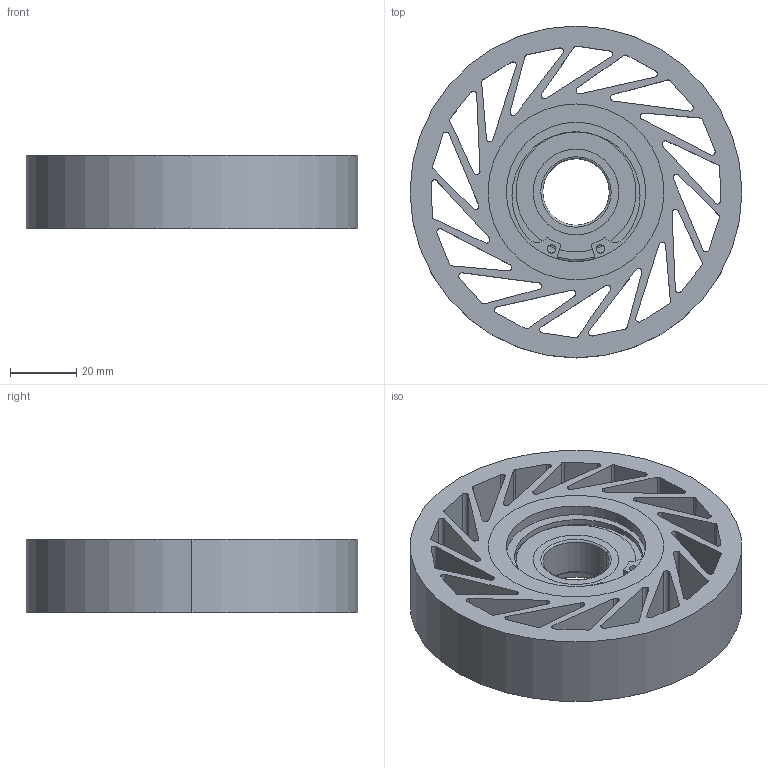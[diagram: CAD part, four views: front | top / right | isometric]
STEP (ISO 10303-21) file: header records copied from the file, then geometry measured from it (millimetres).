
FILE_DESCRIPTION (( 'STEP AP214' ), '1' );
FILE_NAME ('0037402_PULA-100-22-K20-GELB.STEP', '2017-02-02T08:11:12', ( '' ), ( '' ), 'SwSTEP 2.0', 'SolidWorks 2016', '' );
FILE_SCHEMA (( 'AUTOMOTIVE_DESIGN' ));
Length unit declared in the file: millimetre
Products named in the file (1): 0037402_PULA-100-22-K20-GELB
Bounding box: 100 x 100 x 22 mm (x, y, z)
Surface area: 51943.1 mm2 (no closed solid volume)
Topology: 0 solids, 8 shells, 185 faces, 530 edges, 356 vertices
Faces by surface type: cylinder 112, plane 67, torus 6
Entity records: 8265 total; most frequent: DIRECTION 1147, CARTESIAN_POINT 1072, ORIENTED_EDGE 1009, EDGE_CURVE 530, AXIS2_PLACEMENT_3D 431, VERTEX_POINT 356, LINE 285, VECTOR 285
